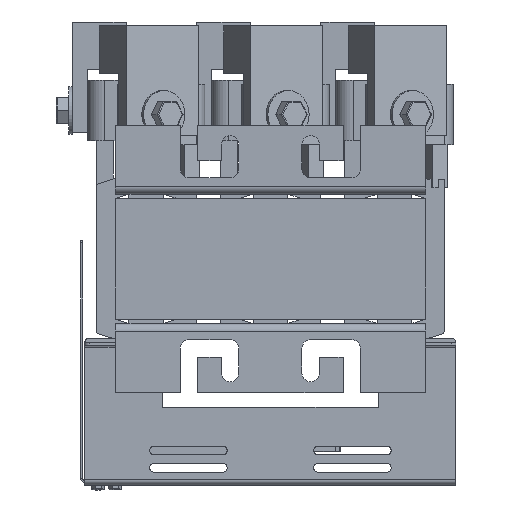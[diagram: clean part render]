
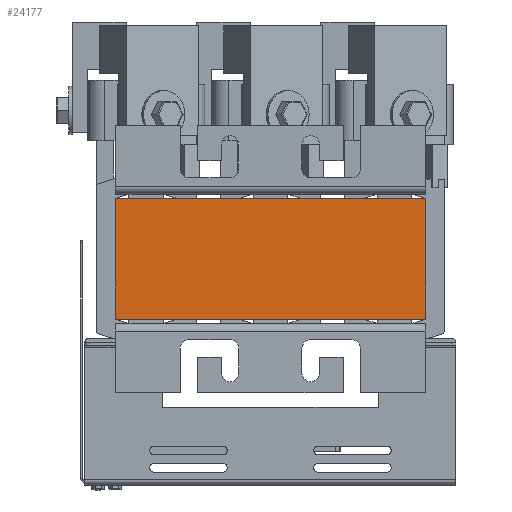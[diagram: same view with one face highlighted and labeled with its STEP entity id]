
A CAD part, front view. The second image highlights one B-rep face of the part: STEP entity #24177.
In plain terms, the highlighted planar face has unit normal (0, -1, 0).
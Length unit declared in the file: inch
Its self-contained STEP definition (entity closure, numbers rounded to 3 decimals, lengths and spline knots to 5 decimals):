
#1319=PLANE('',#26390);
#2831=FACE_OUTER_BOUND('',#4210,.T.);
#4210=EDGE_LOOP('',(#17042,#17043,#17044,#17045));
#5842=LINE('',#35575,#8145);
#5847=LINE('',#35584,#8150);
#5851=LINE('',#35592,#8154);
#5852=LINE('',#35594,#8155);
#8145=VECTOR('',#28693,0.3937);
#8150=VECTOR('',#28700,0.3937);
#8154=VECTOR('',#28708,0.3937);
#8155=VECTOR('',#28711,0.3937);
#11167=VERTEX_POINT('',#35571);
#11169=VERTEX_POINT('',#35574);
#11171=VERTEX_POINT('',#35580);
#11174=VERTEX_POINT('',#35590);
#13462=EDGE_CURVE('',#11169,#11167,#5842,.T.);
#13467=EDGE_CURVE('',#11171,#11169,#5847,.T.);
#13471=EDGE_CURVE('',#11167,#11174,#5851,.T.);
#13472=EDGE_CURVE('',#11174,#11171,#5852,.T.);
#17042=ORIENTED_EDGE('',*,*,#13472,.T.);
#17043=ORIENTED_EDGE('',*,*,#13467,.T.);
#17044=ORIENTED_EDGE('',*,*,#13462,.T.);
#17045=ORIENTED_EDGE('',*,*,#13471,.T.);
#24177=ADVANCED_FACE('',(#2831),#1319,.T.);
#26390=AXIS2_PLACEMENT_3D('',#35593,#28709,#28710);
#28693=DIRECTION('',(1.,0.,0.));
#28700=DIRECTION('',(0.,0.,-1.));
#28708=DIRECTION('',(0.,0.,1.));
#28709=DIRECTION('center_axis',(0.,-1.,0.));
#28710=DIRECTION('ref_axis',(0.,0.,-1.));
#28711=DIRECTION('',(-1.,0.,0.));
#35571=CARTESIAN_POINT('',(7.71526,-0.95864,-1.75));
#35574=CARTESIAN_POINT('',(-1.28474,-0.95864,-1.75));
#35575=CARTESIAN_POINT('',(7.71526,-0.95864,-1.75));
#35580=CARTESIAN_POINT('',(-1.28474,-0.95864,1.75));
#35584=CARTESIAN_POINT('',(-1.28474,-0.95864,0.));
#35590=CARTESIAN_POINT('',(7.71526,-0.95864,1.75));
#35592=CARTESIAN_POINT('',(7.71526,-0.95864,0.));
#35593=CARTESIAN_POINT('Origin',(7.71526,-0.95864,0.));
#35594=CARTESIAN_POINT('',(7.71526,-0.95864,1.75));
